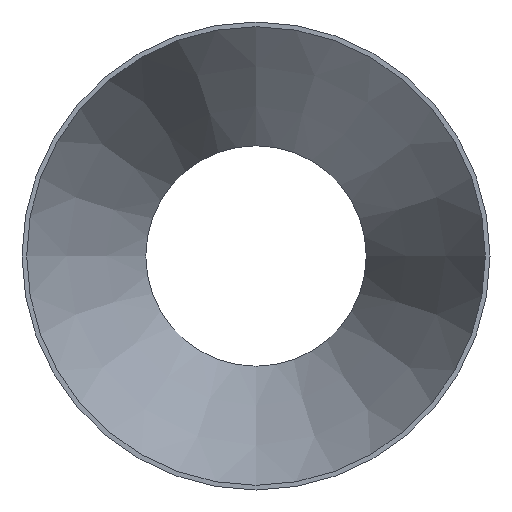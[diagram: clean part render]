
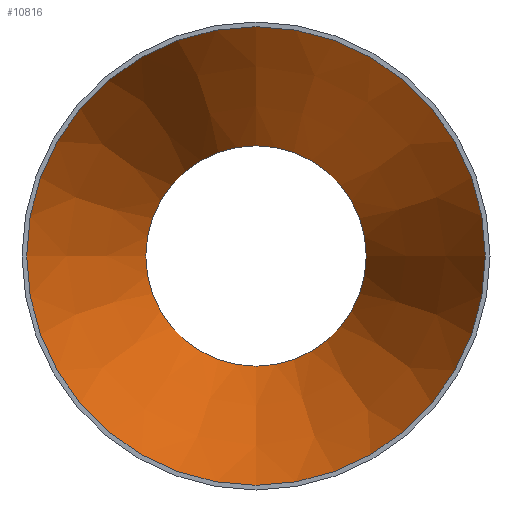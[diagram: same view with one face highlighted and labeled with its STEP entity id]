
A CAD part, front view. The second image highlights one B-rep face of the part: STEP entity #10816.
In plain terms, the highlighted conical face has half-angle 22.105 degrees and reference radius 158.712 mm.
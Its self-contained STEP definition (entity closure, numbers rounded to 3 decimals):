
#852 = VERTEX_POINT ( 'NONE', #13861 ) ;
#4065 = CARTESIAN_POINT ( 'NONE',  ( 0., 203., -76.262 ) ) ;
#5280 = CONICAL_SURFACE ( 'NONE', #41295, 158.712, 0.386 ) ;
#5299 = DIRECTION ( 'NONE',  ( 0., 0., -1. ) ) ;
#5838 = AXIS2_PLACEMENT_3D ( 'NONE', #21875, #34228, #5299 ) ;
#7516 = EDGE_CURVE ( 'NONE', #33193, #33193, #29690, .T. ) ;
#8239 = DIRECTION ( 'NONE',  ( 0., -1., 0. ) ) ;
#10816 = ADVANCED_FACE ( 'NONE', ( #24581, #24995 ), #5280, .F. ) ;
#11424 = CARTESIAN_POINT ( 'NONE',  ( 0., 0., 0. ) ) ;
#13861 = CARTESIAN_POINT ( 'NONE',  ( 0., 0., -158.712 ) ) ;
#14047 = EDGE_CURVE ( 'NONE', #852, #852, #22830, .T. ) ;
#14159 = DIRECTION ( 'NONE',  ( 0., 0., -1. ) ) ;
#20318 = CARTESIAN_POINT ( 'NONE',  ( 0., 203., 0. ) ) ;
#21200 = DIRECTION ( 'NONE',  ( 0., 0., -1. ) ) ;
#21875 = CARTESIAN_POINT ( 'NONE',  ( 0., 0., 0. ) ) ;
#22830 = CIRCLE ( 'NONE', #5838, 158.712 ) ;
#24581 = FACE_BOUND ( 'NONE', #26635, .T. ) ;
#24995 = FACE_OUTER_BOUND ( 'NONE', #26972, .T. ) ;
#25599 = ORIENTED_EDGE ( 'NONE', *, *, #7516, .F. ) ;
#26635 = EDGE_LOOP ( 'NONE', ( #25599 ) ) ;
#26972 = EDGE_LOOP ( 'NONE', ( #34058 ) ) ;
#29690 = CIRCLE ( 'NONE', #34429, 76.262 ) ;
#33193 = VERTEX_POINT ( 'NONE', #4065 ) ;
#33283 = DIRECTION ( 'NONE',  ( 0., -1., 0. ) ) ;
#34058 = ORIENTED_EDGE ( 'NONE', *, *, #14047, .T. ) ;
#34228 = DIRECTION ( 'NONE',  ( 0., -1., 0. ) ) ;
#34429 = AXIS2_PLACEMENT_3D ( 'NONE', #20318, #33283, #14159 ) ;
#41295 = AXIS2_PLACEMENT_3D ( 'NONE', #11424, #8239, #21200 ) ;
